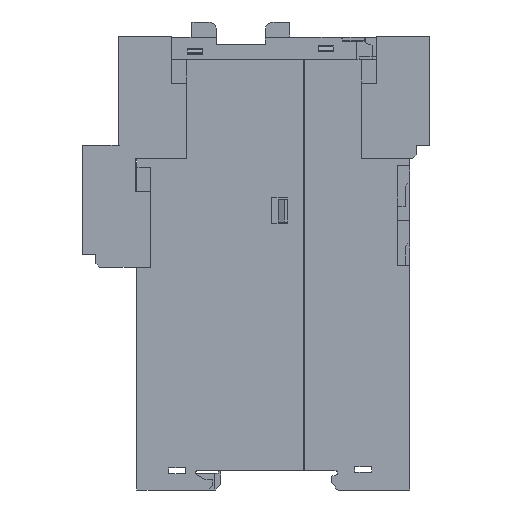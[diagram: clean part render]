
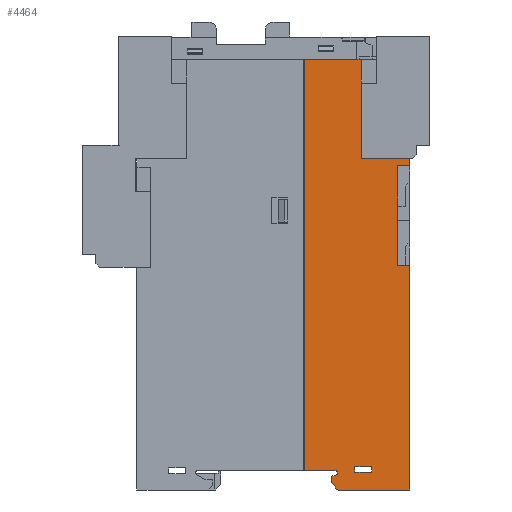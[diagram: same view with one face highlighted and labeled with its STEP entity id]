
A CAD part, left-side view. The second image highlights one B-rep face of the part: STEP entity #4464.
In plain terms, the highlighted planar face has unit normal (-1, 0, 0).
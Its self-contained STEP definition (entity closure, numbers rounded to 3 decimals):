
#4464=ADVANCED_FACE('',(#9965,#9966),#9967,.F.);
#9965=FACE_OUTER_BOUND('',#16492,.T.);
#9966=FACE_BOUND('',#16493,.T.);
#9967=PLANE('',#16494);
#16492=EDGE_LOOP('',(#30725,#30726,#30727,#30728,#30729,#30730,#30731,#30732,#30733,#30734,#30735,#30736,#30737,#30738,#30739,#30740,#30741,#30742,#30743,#30744,#30745,#30746));
#16493=EDGE_LOOP('',(#30747,#30748,#30749,#30750));
#16494=AXIS2_PLACEMENT_3D('',#30751,#30752,#30753);
#30725=ORIENTED_EDGE('',*,*,#44113,.T.);
#30726=ORIENTED_EDGE('',*,*,#41324,.T.);
#30727=ORIENTED_EDGE('',*,*,#44511,.T.);
#30728=ORIENTED_EDGE('',*,*,#44512,.T.);
#30729=ORIENTED_EDGE('',*,*,#44513,.T.);
#30730=ORIENTED_EDGE('',*,*,#44514,.T.);
#30731=ORIENTED_EDGE('',*,*,#44515,.T.);
#30732=ORIENTED_EDGE('',*,*,#44516,.T.);
#30733=ORIENTED_EDGE('',*,*,#44517,.T.);
#30734=ORIENTED_EDGE('',*,*,#44518,.T.);
#30735=ORIENTED_EDGE('',*,*,#44519,.F.);
#30736=ORIENTED_EDGE('',*,*,#44520,.T.);
#30737=ORIENTED_EDGE('',*,*,#44521,.T.);
#30738=ORIENTED_EDGE('',*,*,#44522,.T.);
#30739=ORIENTED_EDGE('',*,*,#44523,.T.);
#30740=ORIENTED_EDGE('',*,*,#44524,.T.);
#30741=ORIENTED_EDGE('',*,*,#44525,.T.);
#30742=ORIENTED_EDGE('',*,*,#44526,.T.);
#30743=ORIENTED_EDGE('',*,*,#44527,.T.);
#30744=ORIENTED_EDGE('',*,*,#44528,.T.);
#30745=ORIENTED_EDGE('',*,*,#44529,.T.);
#30746=ORIENTED_EDGE('',*,*,#44530,.T.);
#30747=ORIENTED_EDGE('',*,*,#44531,.T.);
#30748=ORIENTED_EDGE('',*,*,#44532,.T.);
#30749=ORIENTED_EDGE('',*,*,#44533,.T.);
#30750=ORIENTED_EDGE('',*,*,#44534,.T.);
#30751=CARTESIAN_POINT('',(0.005,62.57,60.03));
#30752=DIRECTION('',(1.0,0.0,0.0));
#30753=DIRECTION('',(0.0,0.0,-1.0));
#41324=EDGE_CURVE('',#50213,#50214,#50215,.T.);
#44113=EDGE_CURVE('',#54400,#50213,#54403,.T.);
#44511=EDGE_CURVE('',#50214,#54967,#54968,.T.);
#44512=EDGE_CURVE('',#54967,#54969,#54970,.T.);
#44513=EDGE_CURVE('',#54969,#54971,#54972,.T.);
#44514=EDGE_CURVE('',#54971,#54973,#54974,.T.);
#44515=EDGE_CURVE('',#54973,#54975,#54976,.T.);
#44516=EDGE_CURVE('',#54975,#54977,#54978,.T.);
#44517=EDGE_CURVE('',#54977,#54979,#54980,.T.);
#44518=EDGE_CURVE('',#54979,#54981,#54982,.T.);
#44519=EDGE_CURVE('',#54983,#54981,#54984,.T.);
#44520=EDGE_CURVE('',#54983,#54985,#54986,.T.);
#44521=EDGE_CURVE('',#54985,#54987,#54988,.T.);
#44522=EDGE_CURVE('',#54987,#54989,#54990,.T.);
#44523=EDGE_CURVE('',#54989,#54991,#54992,.T.);
#44524=EDGE_CURVE('',#54991,#54993,#54994,.T.);
#44525=EDGE_CURVE('',#54993,#54995,#54996,.T.);
#44526=EDGE_CURVE('',#54995,#54997,#54998,.T.);
#44527=EDGE_CURVE('',#54997,#54999,#55000,.T.);
#44528=EDGE_CURVE('',#54999,#55001,#55002,.T.);
#44529=EDGE_CURVE('',#55001,#55003,#55004,.T.);
#44530=EDGE_CURVE('',#55003,#54400,#55005,.T.);
#44531=EDGE_CURVE('',#55006,#55007,#55008,.T.);
#44532=EDGE_CURVE('',#55007,#55009,#55010,.T.);
#44533=EDGE_CURVE('',#55009,#55011,#55012,.T.);
#44534=EDGE_CURVE('',#55011,#55006,#55013,.T.);
#50213=VERTEX_POINT('',#63209);
#50214=VERTEX_POINT('',#63210);
#50215=LINE('',#63211,#63212);
#54400=VERTEX_POINT('',#69433);
#54403=LINE('',#69438,#69439);
#54967=VERTEX_POINT('',#70303);
#54968=LINE('',#70304,#70305);
#54969=VERTEX_POINT('',#70306);
#54970=LINE('',#70307,#70308);
#54971=VERTEX_POINT('',#70309);
#54972=CIRCLE('',#70310,0.3);
#54973=VERTEX_POINT('',#70311);
#54974=LINE('',#70312,#70313);
#54975=VERTEX_POINT('',#70314);
#54976=CIRCLE('',#70315,0.3);
#54977=VERTEX_POINT('',#70316);
#54978=LINE('',#70317,#70318);
#54979=VERTEX_POINT('',#70319);
#54980=LINE('',#70320,#70321);
#54981=VERTEX_POINT('',#70322);
#54982=LINE('',#70323,#70324);
#54983=VERTEX_POINT('',#70325);
#54984=CIRCLE('',#70326,0.5);
#54985=VERTEX_POINT('',#70327);
#54986=LINE('',#70328,#70329);
#54987=VERTEX_POINT('',#70330);
#54988=LINE('',#70331,#70332);
#54989=VERTEX_POINT('',#70333);
#54990=LINE('',#70334,#70335);
#54991=VERTEX_POINT('',#70336);
#54992=LINE('',#70337,#70338);
#54993=VERTEX_POINT('',#70339);
#54994=LINE('',#70340,#70341);
#54995=VERTEX_POINT('',#70342);
#54996=LINE('',#70343,#70344);
#54997=VERTEX_POINT('',#70345);
#54998=LINE('',#70346,#70347);
#54999=VERTEX_POINT('',#70348);
#55000=LINE('',#70349,#70350);
#55001=VERTEX_POINT('',#70351);
#55002=LINE('',#70352,#70353);
#55003=VERTEX_POINT('',#70354);
#55004=LINE('',#70355,#70356);
#55005=LINE('',#70357,#70358);
#55006=VERTEX_POINT('',#70359);
#55007=VERTEX_POINT('',#70360);
#55008=LINE('',#70361,#70362);
#55009=VERTEX_POINT('',#70363);
#55010=LINE('',#70364,#70365);
#55011=VERTEX_POINT('',#70366);
#55012=LINE('',#70367,#70368);
#55013=LINE('',#70369,#70370);
#63209=CARTESIAN_POINT('',(0.005,19.3,114.0));
#63210=CARTESIAN_POINT('',(0.005,33.2,114.0));
#63211=CARTESIAN_POINT('',(0.005,51.865,114.0));
#63212=VECTOR('',#79263,1.0);
#69433=CARTESIAN_POINT('',(0.005,19.3,114.08));
#69438=CARTESIAN_POINT('',(0.005,19.3,88.514));
#69439=VECTOR('',#81724,1.0);
#70303=CARTESIAN_POINT('',(0.005,33.2,5.1));
#70304=CARTESIAN_POINT('',(0.005,33.2,70.065));
#70305=VECTOR('',#82120,1.0);
#70306=CARTESIAN_POINT('',(0.005,24.75,5.1));
#70307=CARTESIAN_POINT('',(0.005,77.95,5.1));
#70308=VECTOR('',#82121,1.0);
#70309=CARTESIAN_POINT('',(0.005,24.45,4.8));
#70310=AXIS2_PLACEMENT_3D('',#82122,#82123,#82124);
#70311=CARTESIAN_POINT('',(0.005,24.45,4.28));
#70312=CARTESIAN_POINT('',(0.005,24.45,4.8));
#70313=VECTOR('',#82125,1.0);
#70314=CARTESIAN_POINT('',(0.005,24.672,3.99));
#70315=AXIS2_PLACEMENT_3D('',#82126,#82127,#82128);
#70316=CARTESIAN_POINT('',(0.005,25.85,3.675));
#70317=CARTESIAN_POINT('',(0.005,24.672,3.99));
#70318=VECTOR('',#82129,1.0);
#70319=CARTESIAN_POINT('',(0.005,25.85,1.999));
#70320=CARTESIAN_POINT('',(0.005,25.85,3.675));
#70321=VECTOR('',#82130,1.0);
#70322=CARTESIAN_POINT('',(0.005,24.599,0.213));
#70323=CARTESIAN_POINT('',(0.005,25.85,1.999));
#70324=VECTOR('',#82131,1.0);
#70325=CARTESIAN_POINT('',(0.005,24.19,0.0));
#70326=AXIS2_PLACEMENT_3D('',#82132,#82133,#82134);
#70327=CARTESIAN_POINT('',(0.005,5.2,0.0));
#70328=CARTESIAN_POINT('',(0.005,24.19,0.0));
#70329=VECTOR('',#82135,1.0);
#70330=CARTESIAN_POINT('',(0.005,5.2,59.5));
#70331=CARTESIAN_POINT('',(0.005,5.2,27.565));
#70332=VECTOR('',#82136,1.0);
#70333=CARTESIAN_POINT('',(0.005,8.45,59.5));
#70334=CARTESIAN_POINT('',(0.005,34.51,59.5));
#70335=VECTOR('',#82137,1.0);
#70336=CARTESIAN_POINT('',(0.005,8.45,85.9));
#70337=CARTESIAN_POINT('',(0.005,8.45,66.365));
#70338=VECTOR('',#82138,1.0);
#70339=CARTESIAN_POINT('',(0.005,5.2,85.9));
#70340=CARTESIAN_POINT('',(0.005,34.51,85.9));
#70341=VECTOR('',#82139,1.0);
#70342=CARTESIAN_POINT('',(0.005,5.2,87.78));
#70343=CARTESIAN_POINT('',(0.005,5.2,27.565));
#70344=VECTOR('',#82140,1.0);
#70345=CARTESIAN_POINT('',(0.005,18.02,87.78));
#70346=CARTESIAN_POINT('',(0.005,4.45,87.78));
#70347=VECTOR('',#82141,1.0);
#70348=CARTESIAN_POINT('',(0.005,18.02,107.82));
#70349=CARTESIAN_POINT('',(0.005,18.02,87.78));
#70350=VECTOR('',#82142,1.0);
#70351=CARTESIAN_POINT('',(0.005,18.0,107.82));
#70352=CARTESIAN_POINT('',(0.005,18.02,107.82));
#70353=VECTOR('',#82143,1.0);
#70354=CARTESIAN_POINT('',(0.005,18.0,114.08));
#70355=CARTESIAN_POINT('',(0.005,18.0,85.465));
#70356=VECTOR('',#82144,1.0);
#70357=CARTESIAN_POINT('',(0.005,14.01,114.08));
#70358=VECTOR('',#82145,1.0);
#70359=CARTESIAN_POINT('',(0.005,15.3,6.2));
#70360=CARTESIAN_POINT('',(0.005,15.3,4.7));
#70361=CARTESIAN_POINT('',(0.005,15.3,32.74));
#70362=VECTOR('',#82146,1.0);
#70363=CARTESIAN_POINT('',(0.005,19.8,4.7));
#70364=CARTESIAN_POINT('',(0.005,40.06,4.7));
#70365=VECTOR('',#82147,1.0);
#70366=CARTESIAN_POINT('',(0.005,19.8,6.2));
#70367=CARTESIAN_POINT('',(0.005,19.8,32.74));
#70368=VECTOR('',#82148,1.0);
#70369=CARTESIAN_POINT('',(0.005,40.06,6.2));
#70370=VECTOR('',#82149,1.0);
#79263=DIRECTION('',(0.0,1.0,0.0));
#81724=DIRECTION('',(0.0,0.0,-1.0));
#82120=DIRECTION('',(0.0,0.0,-1.0));
#82121=DIRECTION('',(0.0,-1.0,0.0));
#82122=CARTESIAN_POINT('',(0.005,24.75,4.8));
#82123=DIRECTION('',(1.0,0.0,0.0));
#82124=DIRECTION('',(0.0,0.,1.));
#82125=DIRECTION('',(0.0,0.0,-1.0));
#82126=CARTESIAN_POINT('',(0.005,24.75,4.28));
#82127=DIRECTION('',(1.0,0.0,0.0));
#82128=DIRECTION('',(0.0,-1.0,0.));
#82129=DIRECTION('',(0.0,0.966,-0.259));
#82130=DIRECTION('',(0.0,0.0,-1.0));
#82131=DIRECTION('',(0.0,-0.574,-0.819));
#82132=CARTESIAN_POINT('',(0.005,24.19,0.5));
#82133=DIRECTION('',(1.0,0.0,0.0));
#82134=DIRECTION('',(0.0,0.,-1.0));
#82135=DIRECTION('',(0.0,-1.0,0.0));
#82136=DIRECTION('',(0.0,0.0,1.0));
#82137=DIRECTION('',(0.0,1.0,0.0));
#82138=DIRECTION('',(0.0,0.0,1.0));
#82139=DIRECTION('',(0.0,-1.0,0.0));
#82140=DIRECTION('',(0.0,0.0,1.0));
#82141=DIRECTION('',(0.0,1.0,0.0));
#82142=DIRECTION('',(0.0,0.0,1.0));
#82143=DIRECTION('',(0.0,-1.0,0.0));
#82144=DIRECTION('',(0.0,0.0,1.0));
#82145=DIRECTION('',(0.0,1.0,0.0));
#82146=DIRECTION('',(0.0,0.0,-1.0));
#82147=DIRECTION('',(0.0,1.0,0.0));
#82148=DIRECTION('',(0.0,0.0,1.0));
#82149=DIRECTION('',(0.0,-1.0,0.0));
